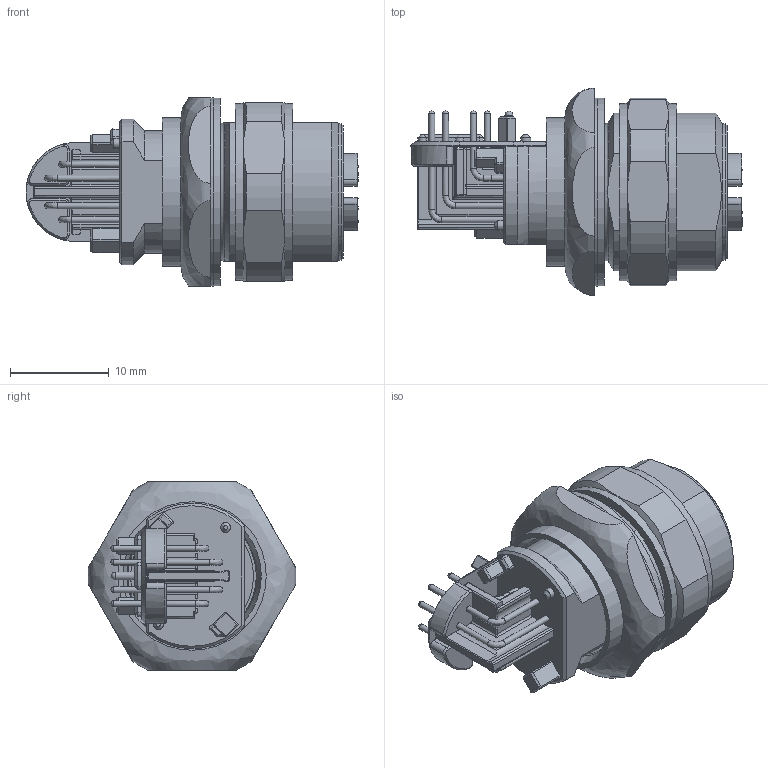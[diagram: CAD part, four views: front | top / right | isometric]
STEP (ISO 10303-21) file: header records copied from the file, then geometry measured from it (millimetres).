
FILE_DESCRIPTION(/* description */ (''),/* implementation_level */ '2;1');
FILE_NAME(/* name */ '100561938ugm000_c.stp',/* time_stamp */ '2016-03-11T14:11:12+01:00',/* author */ (''),/* organization */ (''),/* preprocessor_version */ 'ST-DEVELOPER v16',/* originating_system */ 'SIEMENS PLM Software NX 10.0',/* authorisation */ '');
FILE_SCHEMA (('AUTOMOTIVE_DESIGN { 1 0 10303 214 3 1 1 1 }'));
Length unit declared in the file: millimetre
Products named in the file (5): 100561227ugm000_a; 100561486ugm000_a; 21033814806-B-M12_receptacle_Cat6A_angled_291112; 21033012000-A-M12_housing_female_backmounting; 100561938ugm000_c
Assembly tree (4 placements, depth 3):
  100561938ugm000_c
    21033814806-B-M12_receptacle_Cat6A_angled_291112
    21033012000-A-M12_housing_female_backmounting
      100561486ugm000_a
      100561227ugm000_a
Bounding box: 33.55 x 21 x 19 mm (x, y, z)
Volume: 4446 mm3; surface area: 5271.4 mm2
Topology: 3 solids, 3 shells, 758 faces, 1893 edges, 1140 vertices
Faces by surface type: cylinder 277, plane 257, bspline 162, cone 55, sphere 7
Full cylindrical faces by diameter (mm): 0.6 x2, 0.72 x8, 0.8 x1, 1 x3, 1.29 x8, 8.5 x1, 8.55 x1, 10.92 x1, 11.9 x1, 12.2 x1, 12.4 x1, 13 x1, 13.8 x2, 14 x1, 15 x1, 16 x1, 17.9 x2, 18.97 x1, 19 x1
Entity records: 29238 total; most frequent: CARTESIAN_POINT 10030, ORIENTED_EDGE 3438, DIRECTION 3175, EDGE_CURVE 1719, AXIS2_PLACEMENT_3D 1196, VERTEX_POINT 1111, EDGE_LOOP 929, LINE 783
